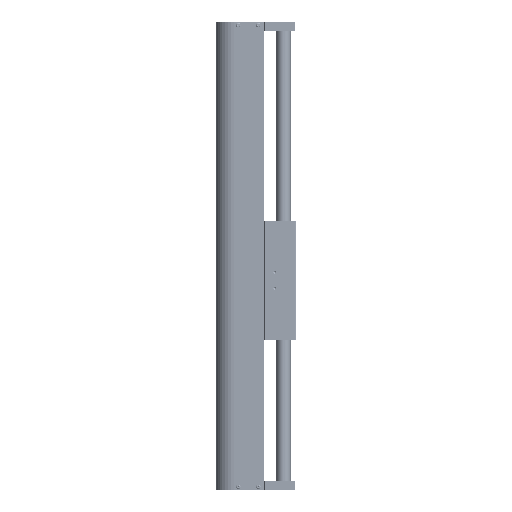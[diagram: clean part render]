
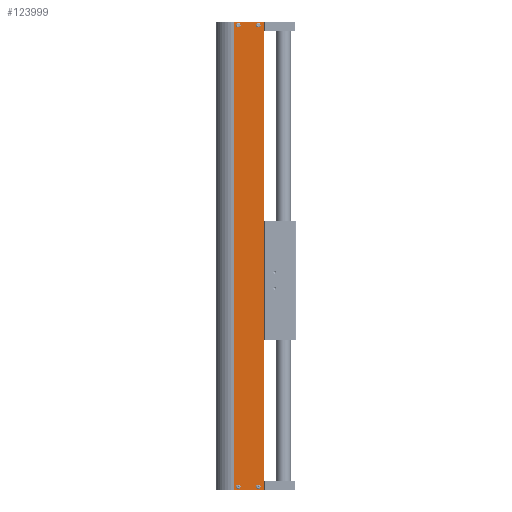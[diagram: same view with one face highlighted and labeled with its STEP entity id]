
A CAD part, left-side view. The second image highlights one B-rep face of the part: STEP entity #123999.
In plain terms, the highlighted face is planar.
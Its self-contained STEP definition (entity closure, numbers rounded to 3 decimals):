
#771 = EDGE_CURVE ( 'NONE', #125077, #125077, #12187, .T. ) ;
#2262 = EDGE_CURVE ( 'NONE', #107344, #82620, #83629, .T. ) ;
#5131 = LINE ( 'NONE', #93115, #138773 ) ;
#7211 = FACE_BOUND ( 'NONE', #34537, .T. ) ;
#11157 = EDGE_LOOP ( 'NONE', ( #32752, #136180, #112716, #30719 ) ) ;
#11403 = DIRECTION ( 'NONE',  ( 0., 0., -1. ) ) ;
#11711 = CARTESIAN_POINT ( 'NONE',  ( 32., -7., 812. ) ) ;
#12021 = EDGE_CURVE ( 'NONE', #24517, #24517, #76918, .T. ) ;
#12187 = CIRCLE ( 'NONE', #37782, 2.4 ) ;
#16590 = CIRCLE ( 'NONE', #84070, 2.4 ) ;
#20689 = AXIS2_PLACEMENT_3D ( 'NONE', #44052, #77469, #21447 ) ;
#21447 = DIRECTION ( 'NONE',  ( 0., -1., 0. ) ) ;
#22622 = VERTEX_POINT ( 'NONE', #77129 ) ;
#24517 = VERTEX_POINT ( 'NONE', #124204 ) ;
#28870 = EDGE_CURVE ( 'NONE', #22622, #107344, #132791, .T. ) ;
#30719 = ORIENTED_EDGE ( 'NONE', *, *, #2262, .F. ) ;
#32752 = ORIENTED_EDGE ( 'NONE', *, *, #28870, .F. ) ;
#34207 = EDGE_CURVE ( 'NONE', #122273, #122273, #116469, .T. ) ;
#34537 = EDGE_LOOP ( 'NONE', ( #50057 ) ) ;
#37782 = AXIS2_PLACEMENT_3D ( 'NONE', #140604, #43888, #96930 ) ;
#43888 = DIRECTION ( 'NONE',  ( 1., 0., 0. ) ) ;
#44043 = CARTESIAN_POINT ( 'NONE',  ( 32., -51.5, 0. ) ) ;
#44052 = CARTESIAN_POINT ( 'NONE',  ( 32., -52., 817. ) ) ;
#45298 = VERTEX_POINT ( 'NONE', #44043 ) ;
#47183 = DIRECTION ( 'NONE',  ( 0., 1., 0. ) ) ;
#49856 = VECTOR ( 'NONE', #121875, 1000. ) ;
#50057 = ORIENTED_EDGE ( 'NONE', *, *, #126311, .F. ) ;
#53671 = DIRECTION ( 'NONE',  ( 1., 0., 0. ) ) ;
#53733 = AXIS2_PLACEMENT_3D ( 'NONE', #11711, #76519, #66992 ) ;
#59635 = DIRECTION ( 'NONE',  ( 0., 0., -1. ) ) ;
#59958 = CARTESIAN_POINT ( 'NONE',  ( 32., 0., 0. ) ) ;
#61137 = EDGE_CURVE ( 'NONE', #22622, #45298, #5131, .T. ) ;
#62415 = DIRECTION ( 'NONE',  ( 0., 0., -1. ) ) ;
#66844 = EDGE_LOOP ( 'NONE', ( #86329 ) ) ;
#66992 = DIRECTION ( 'NONE',  ( 0., 0., -1. ) ) ;
#72262 = VERTEX_POINT ( 'NONE', #116671 ) ;
#72633 = CARTESIAN_POINT ( 'NONE',  ( 32., 0., 817. ) ) ;
#75448 = CARTESIAN_POINT ( 'NONE',  ( 32., -42., 812. ) ) ;
#76519 = DIRECTION ( 'NONE',  ( 1., 0., 0. ) ) ;
#76918 = CIRCLE ( 'NONE', #142030, 2.4 ) ;
#76945 = DIRECTION ( 'NONE',  ( 0., 0., -1. ) ) ;
#77129 = CARTESIAN_POINT ( 'NONE',  ( 32., -51.5, 817. ) ) ;
#77469 = DIRECTION ( 'NONE',  ( -1., 0., 0. ) ) ;
#78189 = CARTESIAN_POINT ( 'NONE',  ( 32., -52., 817. ) ) ;
#82620 = VERTEX_POINT ( 'NONE', #59958 ) ;
#83629 = LINE ( 'NONE', #72633, #107885 ) ;
#84070 = AXIS2_PLACEMENT_3D ( 'NONE', #87200, #53671, #76945 ) ;
#85795 = FACE_BOUND ( 'NONE', #133916, .T. ) ;
#86329 = ORIENTED_EDGE ( 'NONE', *, *, #12021, .F. ) ;
#87200 = CARTESIAN_POINT ( 'NONE',  ( 32., -7., 5. ) ) ;
#89305 = VECTOR ( 'NONE', #47183, 1000. ) ;
#89478 = CARTESIAN_POINT ( 'NONE',  ( 32., -7., 809.6 ) ) ;
#91181 = EDGE_CURVE ( 'NONE', #45298, #82620, #133792, .T. ) ;
#93115 = CARTESIAN_POINT ( 'NONE',  ( 32., -51.5, 817. ) ) ;
#96930 = DIRECTION ( 'NONE',  ( 0., 0., -1. ) ) ;
#97431 = ORIENTED_EDGE ( 'NONE', *, *, #771, .F. ) ;
#103398 = EDGE_LOOP ( 'NONE', ( #142127 ) ) ;
#107344 = VERTEX_POINT ( 'NONE', #114403 ) ;
#107885 = VECTOR ( 'NONE', #62415, 1000. ) ;
#112716 = ORIENTED_EDGE ( 'NONE', *, *, #91181, .T. ) ;
#114403 = CARTESIAN_POINT ( 'NONE',  ( 32., 0., 817. ) ) ;
#116469 = CIRCLE ( 'NONE', #53733, 2.4 ) ;
#116671 = CARTESIAN_POINT ( 'NONE',  ( 32., -7., 2.6 ) ) ;
#119871 = DIRECTION ( 'NONE',  ( 1., 0., 0. ) ) ;
#120654 = FACE_OUTER_BOUND ( 'NONE', #11157, .T. ) ;
#121875 = DIRECTION ( 'NONE',  ( 0., 1., 0. ) ) ;
#122273 = VERTEX_POINT ( 'NONE', #89478 ) ;
#123999 = ADVANCED_FACE ( 'NONE', ( #120654, #130875, #128718, #85795, #7211 ), #130137, .F. ) ;
#124204 = CARTESIAN_POINT ( 'NONE',  ( 32., -42., 809.6 ) ) ;
#125077 = VERTEX_POINT ( 'NONE', #130833 ) ;
#126311 = EDGE_CURVE ( 'NONE', #72262, #72262, #16590, .T. ) ;
#128718 = FACE_BOUND ( 'NONE', #103398, .T. ) ;
#130137 = PLANE ( 'NONE',  #20689 ) ;
#130833 = CARTESIAN_POINT ( 'NONE',  ( 32., -42., 2.6 ) ) ;
#130875 = FACE_BOUND ( 'NONE', #66844, .T. ) ;
#132791 = LINE ( 'NONE', #78189, #49856 ) ;
#133078 = CARTESIAN_POINT ( 'NONE',  ( 32., -52., 0. ) ) ;
#133792 = LINE ( 'NONE', #133078, #89305 ) ;
#133916 = EDGE_LOOP ( 'NONE', ( #97431 ) ) ;
#136180 = ORIENTED_EDGE ( 'NONE', *, *, #61137, .T. ) ;
#138773 = VECTOR ( 'NONE', #59635, 1000. ) ;
#140604 = CARTESIAN_POINT ( 'NONE',  ( 32., -42., 5. ) ) ;
#142030 = AXIS2_PLACEMENT_3D ( 'NONE', #75448, #119871, #11403 ) ;
#142127 = ORIENTED_EDGE ( 'NONE', *, *, #34207, .F. ) ;
